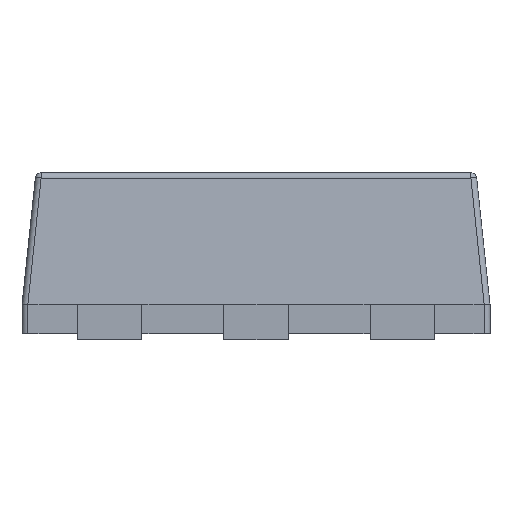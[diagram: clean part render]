
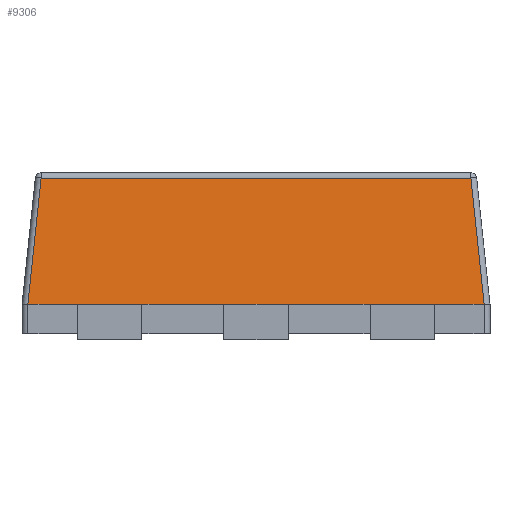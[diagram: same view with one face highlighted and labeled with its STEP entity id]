
A CAD part, left-side view. The second image highlights one B-rep face of the part: STEP entity #9306.
In plain terms, the highlighted planar face has unit normal (-0.995, 0, 0.104).
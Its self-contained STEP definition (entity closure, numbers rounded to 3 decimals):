
#464 = CARTESIAN_POINT ( 'NONE',  ( -0.6, 0.78, -0.45 ) ) ;
#631 = VERTEX_POINT ( 'NONE', #6818 ) ;
#659 = DIRECTION ( 'NONE',  ( 0., 1., 0. ) ) ;
#730 = LINE ( 'NONE', #5274, #12319 ) ;
#954 = CARTESIAN_POINT ( 'NONE',  ( -0.545, -0.725, 0.075 ) ) ;
#1057 = EDGE_CURVE ( 'NONE', #14192, #9996, #14139, .T. ) ;
#1184 = CARTESIAN_POINT ( 'NONE',  ( -0.6, 0.8, -0.45 ) ) ;
#1191 = DIRECTION ( 'NONE',  ( 0., -1., 0. ) ) ;
#1207 = DIRECTION ( 'NONE',  ( 0., -1., 0. ) ) ;
#1216 = EDGE_CURVE ( 'NONE', #3208, #3549, #4323, .T. ) ;
#1343 = VERTEX_POINT ( 'NONE', #13134 ) ;
#1870 = EDGE_CURVE ( 'NONE', #14192, #3549, #6867, .T. ) ;
#2042 = EDGE_CURVE ( 'NONE', #4455, #6124, #11113, .T. ) ;
#2471 = VECTOR ( 'NONE', #4096, 1000. ) ;
#2547 = CARTESIAN_POINT ( 'NONE',  ( -0.6, -0.11, -0.45 ) ) ;
#2676 = ORIENTED_EDGE ( 'NONE', *, *, #1057, .F. ) ;
#2692 = CARTESIAN_POINT ( 'NONE',  ( -0.545, 0.725, 0.075 ) ) ;
#2753 = DIRECTION ( 'NONE',  ( 0., 1., 0. ) ) ;
#2905 = ORIENTED_EDGE ( 'NONE', *, *, #11589, .F. ) ;
#2922 = ORIENTED_EDGE ( 'NONE', *, *, #11181, .F. ) ;
#3208 = VERTEX_POINT ( 'NONE', #7573 ) ;
#3549 = VERTEX_POINT ( 'NONE', #2547 ) ;
#3699 = ORIENTED_EDGE ( 'NONE', *, *, #7426, .T. ) ;
#3709 = AXIS2_PLACEMENT_3D ( 'NONE', #6326, #10815, #659 ) ;
#3938 = FACE_OUTER_BOUND ( 'NONE', #8912, .T. ) ;
#3967 = CARTESIAN_POINT ( 'NONE',  ( -0.6, 0.8, -0.45 ) ) ;
#4096 = DIRECTION ( 'NONE',  ( 0., 1., 0. ) ) ;
#4178 = CARTESIAN_POINT ( 'NONE',  ( -0.6, -0.61, -0.45 ) ) ;
#4268 = DIRECTION ( 'NONE',  ( 0., 1., 0. ) ) ;
#4323 = LINE ( 'NONE', #8870, #9756 ) ;
#4409 = EDGE_CURVE ( 'NONE', #9996, #631, #9730, .T. ) ;
#4455 = VERTEX_POINT ( 'NONE', #5284 ) ;
#4521 = DIRECTION ( 'NONE',  ( 0., 1., 0. ) ) ;
#4644 = CARTESIAN_POINT ( 'NONE',  ( -0.6, 0.39, -0.45 ) ) ;
#4672 = ORIENTED_EDGE ( 'NONE', *, *, #1870, .T. ) ;
#5080 = EDGE_CURVE ( 'NONE', #4455, #1343, #8421, .T. ) ;
#5259 = VECTOR ( 'NONE', #7235, 1000. ) ;
#5274 = CARTESIAN_POINT ( 'NONE',  ( -0.6, 0.8, -0.45 ) ) ;
#5284 = CARTESIAN_POINT ( 'NONE',  ( -0.6, -0.78, -0.45 ) ) ;
#5505 = DIRECTION ( 'NONE',  ( 0.104, 0.104, 0.989 ) ) ;
#5548 = VECTOR ( 'NONE', #5737, 1000. ) ;
#5723 = CARTESIAN_POINT ( 'NONE',  ( -0.6, 0.78, -0.45 ) ) ;
#5737 = DIRECTION ( 'NONE',  ( 0., 1., 0. ) ) ;
#5791 = VECTOR ( 'NONE', #2753, 1000. ) ;
#5947 = VECTOR ( 'NONE', #8502, 1000. ) ;
#6124 = VERTEX_POINT ( 'NONE', #12909 ) ;
#6326 = CARTESIAN_POINT ( 'NONE',  ( -0.553, 0., 0. ) ) ;
#6818 = CARTESIAN_POINT ( 'NONE',  ( -0.6, 0.61, -0.45 ) ) ;
#6867 = LINE ( 'NONE', #11351, #7508 ) ;
#6883 = LINE ( 'NONE', #11370, #11650 ) ;
#7235 = DIRECTION ( 'NONE',  ( -0.104, 0.104, -0.989 ) ) ;
#7426 = EDGE_CURVE ( 'NONE', #6124, #13132, #10158, .T. ) ;
#7508 = VECTOR ( 'NONE', #1191, 1000. ) ;
#7573 = CARTESIAN_POINT ( 'NONE',  ( -0.6, -0.39, -0.45 ) ) ;
#7597 = EDGE_CURVE ( 'NONE', #8307, #8006, #730, .T. ) ;
#7953 = EDGE_CURVE ( 'NONE', #13132, #8006, #12863, .T. ) ;
#8006 = VERTEX_POINT ( 'NONE', #464 ) ;
#8187 = CARTESIAN_POINT ( 'NONE',  ( -0.555, 0.735, -0.018 ) ) ;
#8210 = VERTEX_POINT ( 'NONE', #4178 ) ;
#8307 = VERTEX_POINT ( 'NONE', #5723 ) ;
#8323 = VECTOR ( 'NONE', #4521, 1000. ) ;
#8421 = LINE ( 'NONE', #12923, #5791 ) ;
#8476 = PLANE ( 'NONE',  #3709 ) ;
#8502 = DIRECTION ( 'NONE',  ( 0., 1., 0. ) ) ;
#8509 = EDGE_CURVE ( 'NONE', #3208, #8210, #6883, .T. ) ;
#8870 = CARTESIAN_POINT ( 'NONE',  ( -0.6, 0.8, -0.45 ) ) ;
#8912 = EDGE_LOOP ( 'NONE', ( #14547, #13274, #3699, #12690, #10516, #2905, #11582, #2676, #4672, #13701, #10067, #2922 ) ) ;
#9107 = CARTESIAN_POINT ( 'NONE',  ( -0.6, 0.11, -0.45 ) ) ;
#9306 = ADVANCED_FACE ( 'NONE', ( #3938 ), #8476, .T. ) ;
#9730 = LINE ( 'NONE', #14266, #2471 ) ;
#9756 = VECTOR ( 'NONE', #13366, 1000. ) ;
#9793 = DIRECTION ( 'NONE',  ( 0., 1., 0. ) ) ;
#9909 = LINE ( 'NONE', #14447, #14077 ) ;
#9996 = VERTEX_POINT ( 'NONE', #4644 ) ;
#10067 = ORIENTED_EDGE ( 'NONE', *, *, #8509, .T. ) ;
#10158 = LINE ( 'NONE', #14701, #8323 ) ;
#10516 = ORIENTED_EDGE ( 'NONE', *, *, #7597, .F. ) ;
#10815 = DIRECTION ( 'NONE',  ( -0.995, 0., 0.105 ) ) ;
#11113 = LINE ( 'NONE', #954, #14240 ) ;
#11181 = EDGE_CURVE ( 'NONE', #1343, #8210, #9909, .T. ) ;
#11342 = LINE ( 'NONE', #1184, #5548 ) ;
#11351 = CARTESIAN_POINT ( 'NONE',  ( -0.6, -0.8, -0.45 ) ) ;
#11370 = CARTESIAN_POINT ( 'NONE',  ( -0.6, -0.8, -0.45 ) ) ;
#11582 = ORIENTED_EDGE ( 'NONE', *, *, #4409, .F. ) ;
#11589 = EDGE_CURVE ( 'NONE', #631, #8307, #11342, .T. ) ;
#11650 = VECTOR ( 'NONE', #1207, 1000. ) ;
#12319 = VECTOR ( 'NONE', #9793, 1000. ) ;
#12690 = ORIENTED_EDGE ( 'NONE', *, *, #7953, .T. ) ;
#12863 = LINE ( 'NONE', #2692, #5259 ) ;
#12909 = CARTESIAN_POINT ( 'NONE',  ( -0.555, -0.735, -0.018 ) ) ;
#12923 = CARTESIAN_POINT ( 'NONE',  ( -0.6, 0.8, -0.45 ) ) ;
#13132 = VERTEX_POINT ( 'NONE', #8187 ) ;
#13134 = CARTESIAN_POINT ( 'NONE',  ( -0.6, -0.78, -0.45 ) ) ;
#13274 = ORIENTED_EDGE ( 'NONE', *, *, #2042, .T. ) ;
#13366 = DIRECTION ( 'NONE',  ( 0., 1., 0. ) ) ;
#13701 = ORIENTED_EDGE ( 'NONE', *, *, #1216, .F. ) ;
#14077 = VECTOR ( 'NONE', #4268, 1000. ) ;
#14139 = LINE ( 'NONE', #3967, #5947 ) ;
#14192 = VERTEX_POINT ( 'NONE', #9107 ) ;
#14240 = VECTOR ( 'NONE', #5505, 1000. ) ;
#14266 = CARTESIAN_POINT ( 'NONE',  ( -0.6, -0.8, -0.45 ) ) ;
#14447 = CARTESIAN_POINT ( 'NONE',  ( -0.6, 0.8, -0.45 ) ) ;
#14547 = ORIENTED_EDGE ( 'NONE', *, *, #5080, .F. ) ;
#14701 = CARTESIAN_POINT ( 'NONE',  ( -0.555, 0.753, -0.018 ) ) ;
